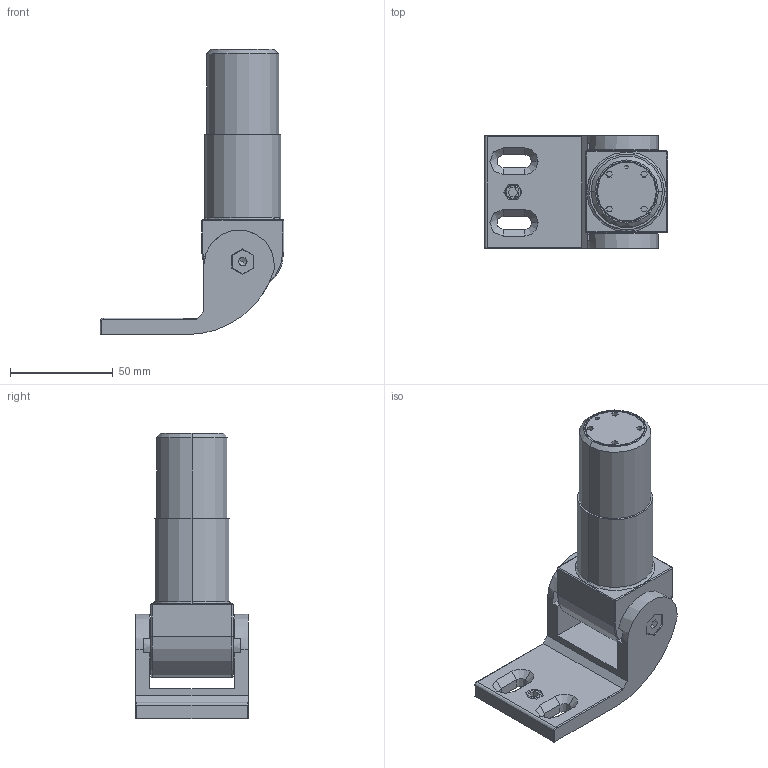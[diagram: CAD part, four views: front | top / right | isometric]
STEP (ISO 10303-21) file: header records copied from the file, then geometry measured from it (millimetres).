
FILE_DESCRIPTION (( 'STEP AP203' ), '1' );
FILE_NAME ('180-108SF-AT90-S.STEP', '2021-04-07T13:03:16', ( '' ), ( '' ), 'SwSTEP 2.0', 'SolidWorks 2018', '' );
FILE_SCHEMA (( 'CONFIG_CONTROL_DESIGN' ));
Length unit declared in the file: millimetre
Products named in the file (11): DIN914_DIN 914 M8x8; DIN-7991 M3-M10; Teil1; 180-108SF-AT90-S; DIN-7991 M3-M10_DIN7991 M6x14; Teil2_180-108SF-AT90-S Teil2; Teil2; Teil1_180-108SF-AT90-S Teil1; DIN914
Assembly tree (8 placements, depth 2):
  Teil1
  180-108SF-AT90-S
    Teil1_180-108SF-AT90-S Teil1
    Teil2_180-108SF-AT90-S Teil2
    DIN-7991 M3-M10_DIN7991 M6x14  x2
    DIN914_DIN 914 M8x8
  Teil2
  180-108SF-AT90-S
    DIN-7991 M3-M10
    DIN914
    DIN-7991 M3-M10
Bounding box: 89.5 x 55 x 139 mm (x, y, z)
Volume: 180639.7 mm3; surface area: 36717.2 mm2
Topology: 7 solids, 7 shells, 672 faces, 1642 edges, 1039 vertices
Faces by surface type: plane 300, bspline 170, cylinder 100, torus 52, cone 46, sphere 4
Entity records: 29887 total; most frequent: CARTESIAN_POINT 14482, ORIENTED_EDGE 3150, DIRECTION 2549, EDGE_CURVE 1575, VERTEX_POINT 1004, LINE 893, VECTOR 893, AXIS2_PLACEMENT_3D 828
